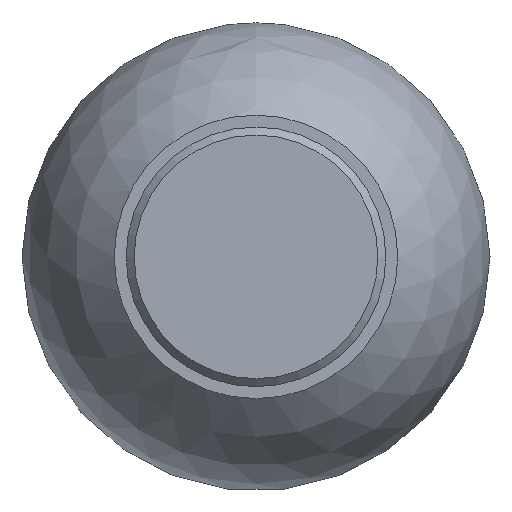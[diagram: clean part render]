
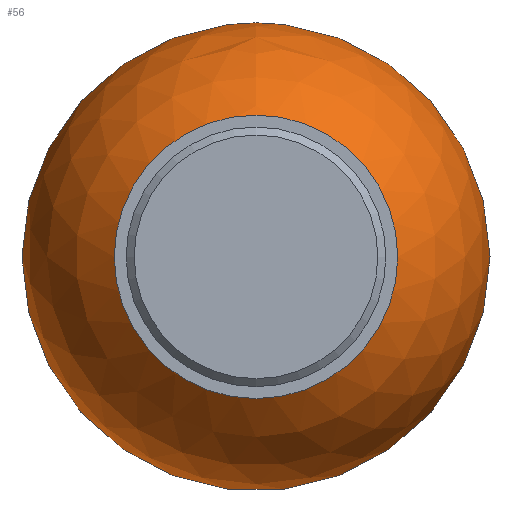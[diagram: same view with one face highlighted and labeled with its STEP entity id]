
A CAD part, left-side view. The second image highlights one B-rep face of the part: STEP entity #56.
In plain terms, the highlighted spherical face has radius 35 mm.
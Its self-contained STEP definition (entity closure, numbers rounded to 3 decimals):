
#45=SPHERICAL_SURFACE('',#153,35.);
#47=FACE_OUTER_BOUND('',#87,.T.);
#56=ADVANCED_FACE('',(#47),#45,.T.);
#87=EDGE_LOOP('',(#105));
#105=ORIENTED_EDGE('',*,*,#129,.F.);
#120=VERTEX_POINT('',#217);
#129=EDGE_CURVE('',#120,#120,#138,.T.);
#138=CIRCLE('',#152,14.467);
#152=AXIS2_PLACEMENT_3D('',#216,#181,#182);
#153=AXIS2_PLACEMENT_3D('',#218,#183,#184);
#181=DIRECTION('',(-1.,0.,0.));
#182=DIRECTION('',(0.,0.,1.));
#183=DIRECTION('',(-1.,0.,0.));
#184=DIRECTION('',(0.,0.,1.));
#216=CARTESIAN_POINT('',(8.116,0.,0.));
#217=CARTESIAN_POINT('',(8.116,0.,14.467));
#218=CARTESIAN_POINT('',(39.986,0.,0.));
